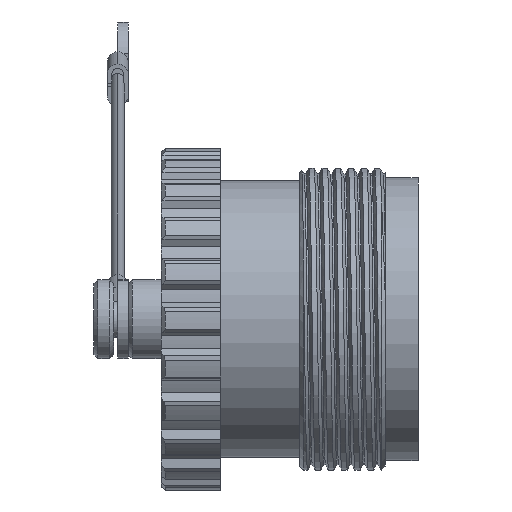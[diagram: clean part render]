
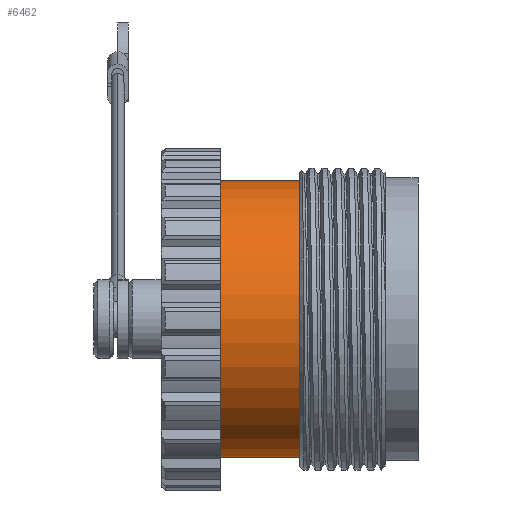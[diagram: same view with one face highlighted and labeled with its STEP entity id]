
A CAD part, left-side view. The second image highlights one B-rep face of the part: STEP entity #6462.
In plain terms, the highlighted cylindrical face has radius 10.5 mm (diameter 21 mm), a partial arc.
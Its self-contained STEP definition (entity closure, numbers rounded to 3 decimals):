
#231 = CARTESIAN_POINT ( 'NONE',  ( -34.661, 7.48, 1.784 ) ) ;
#336 = CARTESIAN_POINT ( 'NONE',  ( -34.661, 7.48, 1.784 ) ) ;
#533 = CARTESIAN_POINT ( 'NONE',  ( -34.661, 7.48, 12.284 ) ) ;
#574 = DIRECTION ( 'NONE',  ( 0., -1., 0. ) ) ;
#911 = CARTESIAN_POINT ( 'NONE',  ( -34.661, 7.48, -8.716 ) ) ;
#1035 = DIRECTION ( 'NONE',  ( 0., 0., 1. ) ) ;
#1149 = DIRECTION ( 'NONE',  ( 0., 0., -1. ) ) ;
#1695 = DIRECTION ( 'NONE',  ( 0., 1., 0. ) ) ;
#1703 = CARTESIAN_POINT ( 'NONE',  ( -34.661, 13.48, -8.716 ) ) ;
#1902 = FACE_OUTER_BOUND ( 'NONE', #8254, .T. ) ;
#2597 = DIRECTION ( 'NONE',  ( 0., 1., 0. ) ) ;
#3079 = VECTOR ( 'NONE', #6419, 1000. ) ;
#3138 = CARTESIAN_POINT ( 'NONE',  ( -34.661, 13.48, 12.284 ) ) ;
#3286 = ORIENTED_EDGE ( 'NONE', *, *, #7561, .F. ) ;
#3366 = AXIS2_PLACEMENT_3D ( 'NONE', #231, #2597, #1035 ) ;
#4137 = CARTESIAN_POINT ( 'NONE',  ( -34.661, 7.48, 12.284 ) ) ;
#4536 = LINE ( 'NONE', #911, #6602 ) ;
#5035 = CYLINDRICAL_SURFACE ( 'NONE', #3366, 10.5 ) ;
#5190 = VERTEX_POINT ( 'NONE', #7958 ) ;
#5236 = CARTESIAN_POINT ( 'NONE',  ( -34.661, 13.48, 1.784 ) ) ;
#5775 = DIRECTION ( 'NONE',  ( 0., -1., 0. ) ) ;
#5949 = AXIS2_PLACEMENT_3D ( 'NONE', #5236, #574, #5999 ) ;
#5999 = DIRECTION ( 'NONE',  ( 0., 0., -1. ) ) ;
#6042 = CIRCLE ( 'NONE', #9206, 10.5 ) ;
#6369 = VERTEX_POINT ( 'NONE', #1703 ) ;
#6419 = DIRECTION ( 'NONE',  ( 0., 1., 0. ) ) ;
#6462 = ADVANCED_FACE ( 'NONE', ( #1902 ), #5035, .T. ) ;
#6602 = VECTOR ( 'NONE', #1695, 1000. ) ;
#6629 = EDGE_CURVE ( 'NONE', #8833, #6369, #8194, .T. ) ;
#7315 = EDGE_CURVE ( 'NONE', #8567, #8833, #9542, .T. ) ;
#7515 = ORIENTED_EDGE ( 'NONE', *, *, #8401, .F. ) ;
#7561 = EDGE_CURVE ( 'NONE', #5190, #6369, #4536, .T. ) ;
#7958 = CARTESIAN_POINT ( 'NONE',  ( -34.661, 7.48, -8.716 ) ) ;
#8194 = CIRCLE ( 'NONE', #5949, 10.5 ) ;
#8254 = EDGE_LOOP ( 'NONE', ( #3286, #7515, #8328, #9128 ) ) ;
#8328 = ORIENTED_EDGE ( 'NONE', *, *, #7315, .T. ) ;
#8401 = EDGE_CURVE ( 'NONE', #8567, #5190, #6042, .T. ) ;
#8567 = VERTEX_POINT ( 'NONE', #533 ) ;
#8833 = VERTEX_POINT ( 'NONE', #3138 ) ;
#9128 = ORIENTED_EDGE ( 'NONE', *, *, #6629, .T. ) ;
#9206 = AXIS2_PLACEMENT_3D ( 'NONE', #336, #5775, #1149 ) ;
#9542 = LINE ( 'NONE', #4137, #3079 ) ;
